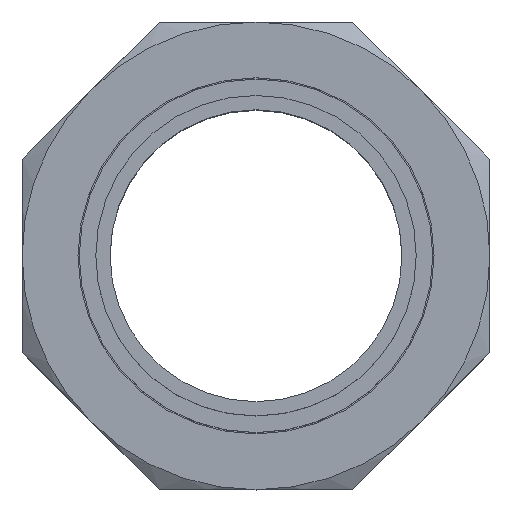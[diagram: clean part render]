
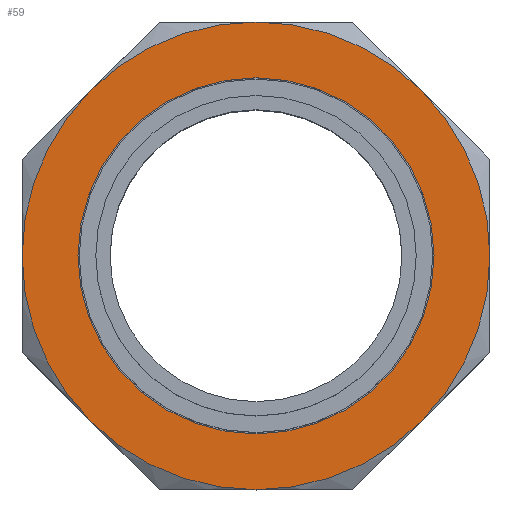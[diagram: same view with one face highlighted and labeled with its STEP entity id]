
A CAD part, top view. The second image highlights one B-rep face of the part: STEP entity #59.
In plain terms, the highlighted planar face has unit normal (0, 0, 1).
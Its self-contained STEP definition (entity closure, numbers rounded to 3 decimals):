
#9 = VERTEX_POINT ( 'NONE', #192 ) ;
#12 = EDGE_CURVE ( 'NONE', #9, #15, #182, .T. ) ;
#15 = VERTEX_POINT ( 'NONE', #176 ) ;
#59 = ADVANCED_FACE ( 'NONE', ( #249, #244 ), #243, .F. ) ;
#62 = ORIENTED_EDGE ( 'NONE', *, *, #2425, .T. ) ;
#63 = ORIENTED_EDGE ( 'NONE', *, *, #2456, .T. ) ;
#64 = ORIENTED_EDGE ( 'NONE', *, *, #2445, .T. ) ;
#66 = EDGE_CURVE ( 'NONE', #15, #9, #241, .T. ) ;
#67 = ORIENTED_EDGE ( 'NONE', *, *, #2269, .T. ) ;
#68 = ORIENTED_EDGE ( 'NONE', *, *, #12, .F. ) ;
#70 = ORIENTED_EDGE ( 'NONE', *, *, #2420, .T. ) ;
#71 = ORIENTED_EDGE ( 'NONE', *, *, #2407, .T. ) ;
#73 = ORIENTED_EDGE ( 'NONE', *, *, #2261, .T. ) ;
#99 = ORIENTED_EDGE ( 'NONE', *, *, #66, .F. ) ;
#100 = ORIENTED_EDGE ( 'NONE', *, *, #2280, .T. ) ;
#107 = EDGE_LOOP ( 'NONE', ( #99, #68 ) ) ;
#112 = EDGE_LOOP ( 'NONE', ( #100, #62, #63, #64, #67, #73, #70, #71 ) ) ;
#176 = CARTESIAN_POINT ( 'NONE',  ( 33.5, 0., 14. ) ) ;
#178 = DIRECTION ( 'NONE',  ( 1., 0., 0. ) ) ;
#179 = DIRECTION ( 'NONE',  ( 0., 0., 1. ) ) ;
#180 = CARTESIAN_POINT ( 'NONE',  ( 0., 0., 14. ) ) ;
#181 = AXIS2_PLACEMENT_3D ( 'NONE', #180, #179, #178 ) ;
#182 = CIRCLE ( 'NONE', #181, 33.5 ) ;
#192 = CARTESIAN_POINT ( 'NONE',  ( -33.5, 0., 14. ) ) ;
#238 = DIRECTION ( 'NONE',  ( -1., 0., 0. ) ) ;
#239 = DIRECTION ( 'NONE',  ( 0., 0., -1. ) ) ;
#240 = AXIS2_PLACEMENT_3D ( 'NONE', #242, #239, #238 ) ;
#241 = CIRCLE ( 'NONE', #303, 33.5 ) ;
#242 = CARTESIAN_POINT ( 'NONE',  ( 0., 44., 14. ) ) ;
#243 = PLANE ( 'NONE',  #240 ) ;
#244 = FACE_OUTER_BOUND ( 'NONE', #112, .T. ) ;
#249 = FACE_BOUND ( 'NONE', #107, .T. ) ;
#300 = DIRECTION ( 'NONE',  ( 1., 0., 0. ) ) ;
#301 = DIRECTION ( 'NONE',  ( 0., 0., 1. ) ) ;
#302 = CARTESIAN_POINT ( 'NONE',  ( 0., 0., 14. ) ) ;
#303 = AXIS2_PLACEMENT_3D ( 'NONE', #302, #301, #300 ) ;
#793 = CARTESIAN_POINT ( 'NONE',  ( 0., 0., 14. ) ) ;
#833 = DIRECTION ( 'NONE',  ( 1., 0., 0. ) ) ;
#834 = DIRECTION ( 'NONE',  ( 0., 0., 1. ) ) ;
#835 = CARTESIAN_POINT ( 'NONE',  ( 0., 0., 14. ) ) ;
#836 = AXIS2_PLACEMENT_3D ( 'NONE', #835, #834, #833 ) ;
#837 = CIRCLE ( 'NONE', #836, 44. ) ;
#847 = DIRECTION ( 'NONE',  ( 1., 0., 0. ) ) ;
#848 = DIRECTION ( 'NONE',  ( 0., 0., 1. ) ) ;
#849 = AXIS2_PLACEMENT_3D ( 'NONE', #793, #848, #847 ) ;
#850 = CIRCLE ( 'NONE', #849, 44. ) ;
#852 = DIRECTION ( 'NONE',  ( 1., 0., 0. ) ) ;
#853 = DIRECTION ( 'NONE',  ( 0., 0., 1. ) ) ;
#854 = CARTESIAN_POINT ( 'NONE',  ( 0., 0., 14. ) ) ;
#855 = AXIS2_PLACEMENT_3D ( 'NONE', #854, #853, #852 ) ;
#856 = CIRCLE ( 'NONE', #855, 44. ) ;
#1116 = DIRECTION ( 'NONE',  ( 1., 0., 0. ) ) ;
#1117 = DIRECTION ( 'NONE',  ( 0., 0., 1. ) ) ;
#1118 = CARTESIAN_POINT ( 'NONE',  ( 0., 0., 14. ) ) ;
#1119 = AXIS2_PLACEMENT_3D ( 'NONE', #1118, #1117, #1116 ) ;
#1126 = CIRCLE ( 'NONE', #1119, 44. ) ;
#1137 = CARTESIAN_POINT ( 'NONE',  ( 31.113, -31.113, 14. ) ) ;
#1151 = CIRCLE ( 'NONE', #1198, 44. ) ;
#1152 = CARTESIAN_POINT ( 'NONE',  ( 44., 0., 14. ) ) ;
#1179 = DIRECTION ( 'NONE',  ( 1., 0., 0. ) ) ;
#1180 = DIRECTION ( 'NONE',  ( 0., 0., 1. ) ) ;
#1181 = CARTESIAN_POINT ( 'NONE',  ( 0., 0., 14. ) ) ;
#1182 = AXIS2_PLACEMENT_3D ( 'NONE', #1181, #1180, #1179 ) ;
#1191 = CIRCLE ( 'NONE', #1182, 44. ) ;
#1194 = CARTESIAN_POINT ( 'NONE',  ( 0., -44., 14. ) ) ;
#1195 = DIRECTION ( 'NONE',  ( 1., 0., 0. ) ) ;
#1196 = DIRECTION ( 'NONE',  ( 0., 0., 1. ) ) ;
#1197 = CARTESIAN_POINT ( 'NONE',  ( 0., 0., 14. ) ) ;
#1198 = AXIS2_PLACEMENT_3D ( 'NONE', #1197, #1196, #1195 ) ;
#1222 = CARTESIAN_POINT ( 'NONE',  ( 31.113, 31.113, 14. ) ) ;
#1241 = CARTESIAN_POINT ( 'NONE',  ( -44., 0., 14. ) ) ;
#1242 = DIRECTION ( 'NONE',  ( 1., 0., 0. ) ) ;
#1243 = DIRECTION ( 'NONE',  ( 0., 0., 1. ) ) ;
#1244 = CARTESIAN_POINT ( 'NONE',  ( 0., 0., 14. ) ) ;
#1245 = AXIS2_PLACEMENT_3D ( 'NONE', #1244, #1243, #1242 ) ;
#1246 = CIRCLE ( 'NONE', #1245, 44. ) ;
#1256 = CARTESIAN_POINT ( 'NONE',  ( -31.113, 31.113, 14. ) ) ;
#1265 = DIRECTION ( 'NONE',  ( 1., 0., 0. ) ) ;
#1266 = DIRECTION ( 'NONE',  ( 0., 0., 1. ) ) ;
#1267 = CARTESIAN_POINT ( 'NONE',  ( 0., 0., 14. ) ) ;
#1268 = AXIS2_PLACEMENT_3D ( 'NONE', #1267, #1266, #1265 ) ;
#1279 = CIRCLE ( 'NONE', #1268, 44. ) ;
#1280 = CARTESIAN_POINT ( 'NONE',  ( 0., 44., 14. ) ) ;
#1293 = CARTESIAN_POINT ( 'NONE',  ( -31.113, -31.113, 14. ) ) ;
#2261 = EDGE_CURVE ( 'NONE', #2473, #2421, #850, .T. ) ;
#2269 = EDGE_CURVE ( 'NONE', #2448, #2473, #837, .T. ) ;
#2280 = EDGE_CURVE ( 'NONE', #2417, #2430, #856, .T. ) ;
#2402 = VERTEX_POINT ( 'NONE', #1137 ) ;
#2407 = EDGE_CURVE ( 'NONE', #2402, #2417, #1126, .T. ) ;
#2417 = VERTEX_POINT ( 'NONE', #1152 ) ;
#2420 = EDGE_CURVE ( 'NONE', #2421, #2402, #1151, .T. ) ;
#2421 = VERTEX_POINT ( 'NONE', #1194 ) ;
#2425 = EDGE_CURVE ( 'NONE', #2430, #2455, #1191, .T. ) ;
#2430 = VERTEX_POINT ( 'NONE', #1222 ) ;
#2441 = VERTEX_POINT ( 'NONE', #1256 ) ;
#2445 = EDGE_CURVE ( 'NONE', #2441, #2448, #1246, .T. ) ;
#2448 = VERTEX_POINT ( 'NONE', #1241 ) ;
#2455 = VERTEX_POINT ( 'NONE', #1280 ) ;
#2456 = EDGE_CURVE ( 'NONE', #2455, #2441, #1279, .T. ) ;
#2473 = VERTEX_POINT ( 'NONE', #1293 ) ;
